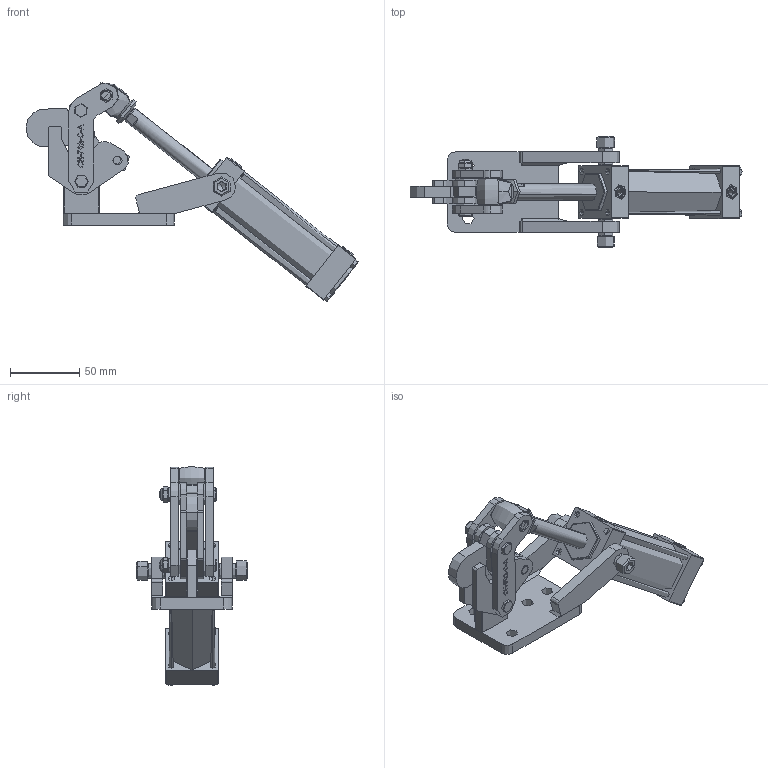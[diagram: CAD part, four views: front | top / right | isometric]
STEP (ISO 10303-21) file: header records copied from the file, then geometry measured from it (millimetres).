
FILE_DESCRIPTION (( 'STEP AP203' ), '1' );
FILE_NAME ('CH-702-CA.STEP', '2024-04-22T11:24:13', ( 'User' ), ( 'china' ), 'SwSTEP 2.0', 'SolidWorks 2018', '' );
FILE_SCHEMA (( 'CONFIG_CONTROL_DESIGN' ));
Length unit declared in the file: millimetre
Products named in the file (58): CH-702-C-13; Air cylinder-2; CH-702-C-06; CH-702-C-03; M10-1.25; Air cylinder-1; 1-4NUT; CH-702-CA-01; 702-C-01; CH-702-C-07; CH-702-C-04; CH-702-C-12; Air cylinder-3; DIANPIAN; CH-702-C-05; G18黑; CH-702-C-09; CH-702-CA; 702-C-A-01; 702-C-A-03; CH-702-C-01; M8-16; 702-C-A-01_默认<按加工>
Assembly tree (49 placements, depth 2):
  CH-702-C-13
  702-C-01
  CH-702-C-07
  DIANPIAN
  CH-702-C-05
Bounding box: 238.97 x 80 x 157.24 mm (x, y, z)
Volume: 272353.9 mm3; surface area: 103581.5 mm2
Topology: 42 solids, 42 shells, 3430 faces, 9664 edges, 6387 vertices
Faces by surface type: plane 1668, cylinder 1329, bspline 224, cone 148, torus 61
Entity records: 103086 total; most frequent: CARTESIAN_POINT 42185, ORIENTED_EDGE 12528, DIRECTION 10480, EDGE_CURVE 6264, VERTEX_POINT 4129, AXIS2_PLACEMENT_3D 3739, LINE 3002, VECTOR 3002
